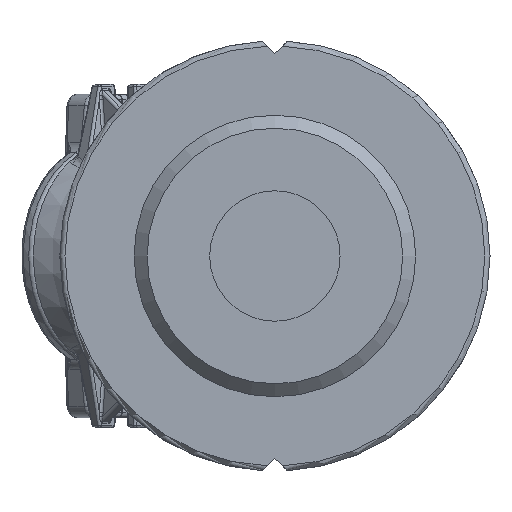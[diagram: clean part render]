
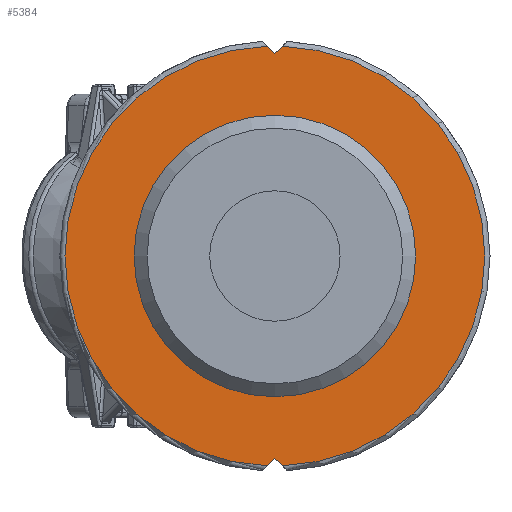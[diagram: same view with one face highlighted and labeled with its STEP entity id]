
A CAD part, left-side view. The second image highlights one B-rep face of the part: STEP entity #5384.
In plain terms, the highlighted planar face has unit normal (-1, 0, 0).
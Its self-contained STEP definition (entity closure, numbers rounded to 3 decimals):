
#788 = ORIENTED_EDGE ( 'NONE', *, *, #17496, .T. ) ;
#789 = ORIENTED_EDGE ( 'NONE', *, *, #17480, .F. ) ;
#5027 = EDGE_LOOP ( 'NONE', ( #788 ) ) ;
#5384 = ADVANCED_FACE ( 'NONE', ( #15775, #15779 ), #9806, .F. ) ;
#9800 = CARTESIAN_POINT ( 'NONE',  ( -45., 54., 0. ) ) ;
#9806 = PLANE ( 'NONE',  #19312 ) ;
#9808 = DIRECTION ( 'NONE',  ( 1., 0., 0. ) ) ;
#9809 = DIRECTION ( 'NONE',  ( 0., 0., -1. ) ) ;
#9887 = VERTEX_POINT ( 'NONE', #13000 ) ;
#9888 = VERTEX_POINT ( 'NONE', #12993 ) ;
#9898 = VERTEX_POINT ( 'NONE', #13010 ) ;
#10050 = VERTEX_POINT ( 'NONE', #13162 ) ;
#10058 = VERTEX_POINT ( 'NONE', #13169 ) ;
#10070 = VERTEX_POINT ( 'NONE', #13180 ) ;
#12993 = CARTESIAN_POINT ( 'NONE',  ( -45., 2.946, -80.446 ) ) ;
#13000 = CARTESIAN_POINT ( 'NONE',  ( -45., 2.946, 80.446 ) ) ;
#13010 = CARTESIAN_POINT ( 'NONE',  ( -45., -2.946, 80.446 ) ) ;
#13162 = CARTESIAN_POINT ( 'NONE',  ( -45., -2.946, -80.446 ) ) ;
#13169 = CARTESIAN_POINT ( 'NONE',  ( -45., 0., 77.5 ) ) ;
#13180 = CARTESIAN_POINT ( 'NONE',  ( -45., 0., -77.5 ) ) ;
#13562 = DIRECTION ( 'NONE',  ( 0., 0.707, 0.707 ) ) ;
#13570 = CARTESIAN_POINT ( 'NONE',  ( -45., 65.75, -11.75 ) ) ;
#13765 = CARTESIAN_POINT ( 'NONE',  ( -45., 0., 0. ) ) ;
#13766 = DIRECTION ( 'NONE',  ( 1., 0., 0. ) ) ;
#13767 = DIRECTION ( 'NONE',  ( 0., 0., -1. ) ) ;
#13943 = CARTESIAN_POINT ( 'NONE',  ( -45., 65.75, 11.75 ) ) ;
#13945 = DIRECTION ( 'NONE',  ( 0., 0.707, -0.707 ) ) ;
#13948 = CARTESIAN_POINT ( 'NONE',  ( -45., 0., 0. ) ) ;
#13949 = DIRECTION ( 'NONE',  ( -1., 0., 0. ) ) ;
#13950 = DIRECTION ( 'NONE',  ( 0., 0., -1. ) ) ;
#14091 = CARTESIAN_POINT ( 'NONE',  ( -45., -11.75, 65.75 ) ) ;
#14108 = DIRECTION ( 'NONE',  ( 0., 0.707, 0.707 ) ) ;
#14135 = DIRECTION ( 'NONE',  ( 0., 0.707, -0.707 ) ) ;
#14136 = CARTESIAN_POINT ( 'NONE',  ( -45., -11.75, -65.75 ) ) ;
#14375 = CARTESIAN_POINT ( 'NONE',  ( -45., 0., 0. ) ) ;
#14376 = DIRECTION ( 'NONE',  ( -1., 0., 0. ) ) ;
#14377 = DIRECTION ( 'NONE',  ( 0., 0., -1. ) ) ;
#15775 = FACE_BOUND ( 'NONE', #5027, .T. ) ;
#15779 = FACE_OUTER_BOUND ( 'NONE', #18468, .T. ) ;
#16058 = LINE ( 'NONE', #13570, #16061 ) ;
#16061 = VECTOR ( 'NONE', #13562, 1000. ) ;
#16066 = CIRCLE ( 'NONE', #19387, 54. ) ;
#16083 = CIRCLE ( 'NONE', #19393, 80.5 ) ;
#16088 = LINE ( 'NONE', #13943, #16089 ) ;
#16089 = VECTOR ( 'NONE', #13945, 1000. ) ;
#16098 = LINE ( 'NONE', #14091, #16101 ) ;
#16101 = VECTOR ( 'NONE', #14108, 1000. ) ;
#16115 = LINE ( 'NONE', #14136, #16121 ) ;
#16121 = VECTOR ( 'NONE', #14135, 1000. ) ;
#16132 = CIRCLE ( 'NONE', #19409, 80.5 ) ;
#17240 = CARTESIAN_POINT ( 'NONE',  ( -45., 0., -54. ) ) ;
#17480 = EDGE_CURVE ( 'NONE', #10050, #10070, #16058, .T. ) ;
#17496 = EDGE_CURVE ( 'NONE', #18910, #18910, #16066, .T. ) ;
#17519 = EDGE_CURVE ( 'NONE', #9898, #10058, #16088, .T. ) ;
#17520 = EDGE_CURVE ( 'NONE', #10050, #9898, #16083, .T. ) ;
#17536 = EDGE_CURVE ( 'NONE', #10058, #9887, #16098, .T. ) ;
#17547 = EDGE_CURVE ( 'NONE', #10070, #9888, #16115, .T. ) ;
#17571 = EDGE_CURVE ( 'NONE', #9887, #9888, #16132, .T. ) ;
#18468 = EDGE_LOOP ( 'NONE', ( #789, #21150, #21151, #21152, #21153, #21154 ) ) ;
#18910 = VERTEX_POINT ( 'NONE', #17240 ) ;
#19312 = AXIS2_PLACEMENT_3D ( 'NONE', #9800, #9808, #9809 ) ;
#19387 = AXIS2_PLACEMENT_3D ( 'NONE', #13765, #13766, #13767 ) ;
#19393 = AXIS2_PLACEMENT_3D ( 'NONE', #13948, #13949, #13950 ) ;
#19409 = AXIS2_PLACEMENT_3D ( 'NONE', #14375, #14376, #14377 ) ;
#21150 = ORIENTED_EDGE ( 'NONE', *, *, #17520, .T. ) ;
#21151 = ORIENTED_EDGE ( 'NONE', *, *, #17519, .T. ) ;
#21152 = ORIENTED_EDGE ( 'NONE', *, *, #17536, .T. ) ;
#21153 = ORIENTED_EDGE ( 'NONE', *, *, #17571, .T. ) ;
#21154 = ORIENTED_EDGE ( 'NONE', *, *, #17547, .F. ) ;
